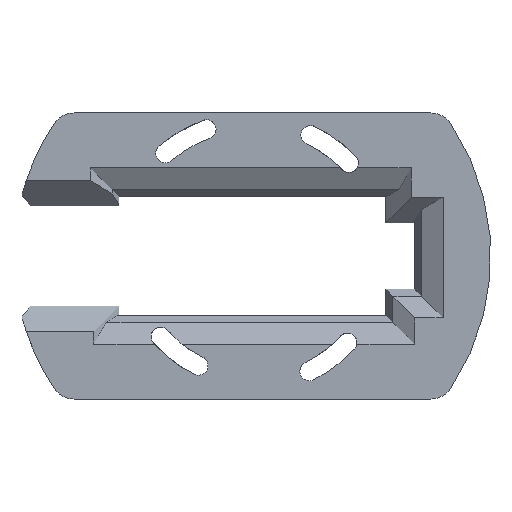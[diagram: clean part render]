
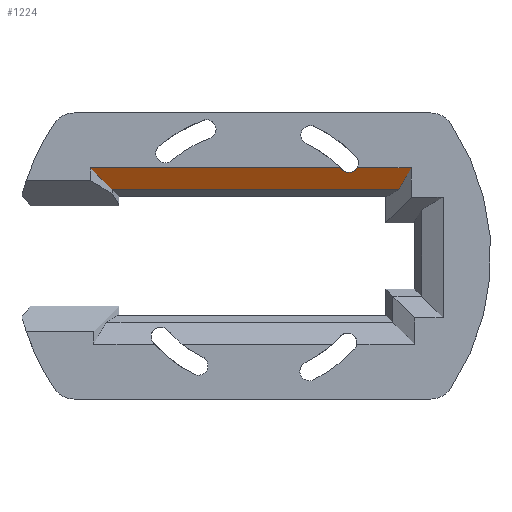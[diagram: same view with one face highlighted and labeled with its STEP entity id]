
A CAD part, top view. The second image highlights one B-rep face of the part: STEP entity #1224.
In plain terms, the highlighted planar face has unit normal (0, -0.493, 0.87).
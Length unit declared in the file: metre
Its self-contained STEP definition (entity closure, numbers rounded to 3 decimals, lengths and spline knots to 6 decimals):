
#52=PLANE('',#1366);
#110=ELLIPSE('',#1260,0.002298,0.002);
#111=ELLIPSE('',#1265,0.030036,0.026137);
#426=ORIENTED_EDGE('',*,*,#505,.F.);
#427=ORIENTED_EDGE('',*,*,#627,.F.);
#428=ORIENTED_EDGE('',*,*,#660,.F.);
#429=ORIENTED_EDGE('',*,*,#647,.F.);
#430=ORIENTED_EDGE('',*,*,#659,.T.);
#431=ORIENTED_EDGE('',*,*,#628,.F.);
#432=ORIENTED_EDGE('',*,*,#500,.F.);
#500=EDGE_CURVE('',#681,#682,#110,.F.);
#505=EDGE_CURVE('',#685,#681,#111,.T.);
#627=EDGE_CURVE('',#772,#685,#859,.T.);
#628=EDGE_CURVE('',#682,#773,#860,.T.);
#647=EDGE_CURVE('',#784,#785,#879,.T.);
#659=EDGE_CURVE('',#784,#773,#890,.T.);
#660=EDGE_CURVE('',#785,#772,#891,.F.);
#681=VERTEX_POINT('',#1779);
#682=VERTEX_POINT('',#1781);
#685=VERTEX_POINT('',#1789);
#772=VERTEX_POINT('',#2037);
#773=VERTEX_POINT('',#2040);
#784=VERTEX_POINT('',#2074);
#785=VERTEX_POINT('',#2076);
#859=LINE('',#2038,#973);
#860=LINE('',#2039,#974);
#879=LINE('',#2075,#993);
#890=LINE('',#2101,#1004);
#891=LINE('',#2103,#1005);
#973=VECTOR('',#1658,1.);
#974=VECTOR('',#1659,1.);
#993=VECTOR('',#1688,1.);
#1004=VECTOR('',#1717,1.);
#1005=VECTOR('',#1720,1.);
#1070=EDGE_LOOP('',(#426,#427,#428,#429,#430,#431,#432));
#1137=FACE_BOUND('',#1070,.T.);
#1224=ADVANCED_FACE('',(#1137),#52,.F.);
#1260=AXIS2_PLACEMENT_3D('',#1780,#1407,#1408);
#1265=AXIS2_PLACEMENT_3D('',#1791,#1418,#1419);
#1366=AXIS2_PLACEMENT_3D('',#2102,#1718,#1719);
#1407=DIRECTION('',(0.,0.493,-0.87));
#1408=DIRECTION('',(0.,0.87,0.493));
#1418=DIRECTION('',(0.,0.493,-0.87));
#1419=DIRECTION('',(0.,0.87,0.493));
#1658=DIRECTION('',(1.,0.,0.));
#1659=DIRECTION('',(1.,0.,0.));
#1688=DIRECTION('',(-1.,0.,0.));
#1717=DIRECTION('',(0.442,0.781,0.442));
#1718=DIRECTION('',(0.,0.493,-0.87));
#1719=DIRECTION('',(1.,0.,0.));
#1720=DIRECTION('',(0.656,-0.656,-0.372));
#1779=CARTESIAN_POINT('',(0.018828,0.018129,-0.00021));
#1780=CARTESIAN_POINT('',(0.020268,0.019517,0.000576));
#1781=CARTESIAN_POINT('',(0.021991,0.0185,0.));
#1789=CARTESIAN_POINT('',(0.018464,0.0185,0.));
#1791=CARTESIAN_POINT('',(0.,0.,-0.010475));
#2037=CARTESIAN_POINT('',(-0.034,0.0185,0.));
#2038=CARTESIAN_POINT('',(0.000557,0.0185,0.));
#2039=CARTESIAN_POINT('',(0.000557,0.0185,0.));
#2040=CARTESIAN_POINT('',(0.033299,0.0185,0.));
#2074=CARTESIAN_POINT('',(0.030726,0.013957,-0.002572));
#2075=CARTESIAN_POINT('',(-0.0215,0.013957,-0.002572));
#2076=CARTESIAN_POINT('',(-0.029457,0.013957,-0.002572));
#2101=CARTESIAN_POINT('',(0.026916,0.007227,-0.006382));
#2102=CARTESIAN_POINT('',(0.000557,0.0185,0.));
#2103=CARTESIAN_POINT('',(-0.026028,0.010528,-0.004514));
